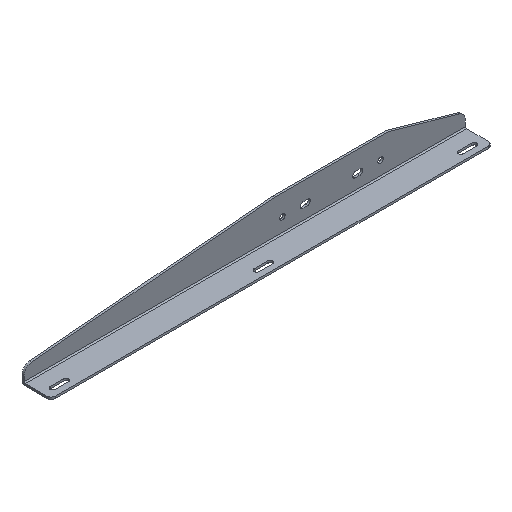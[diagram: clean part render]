
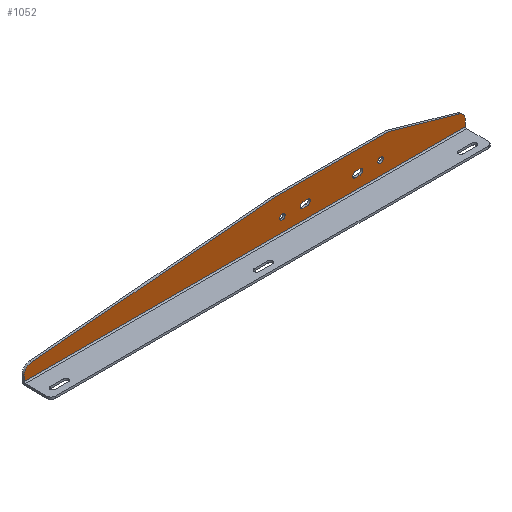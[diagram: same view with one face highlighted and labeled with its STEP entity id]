
A CAD part, isometric view. The second image highlights one B-rep face of the part: STEP entity #1052.
In plain terms, the highlighted planar face has unit normal (0, -1, 0).
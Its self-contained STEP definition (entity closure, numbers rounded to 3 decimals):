
#22=DIRECTION('',(0.,0.,-1.));
#23=VECTOR('',#22,5.532);
#24=CARTESIAN_POINT('',(-369.2,0.,-35.468));
#25=LINE('',#24,#23);
#244=DIRECTION('',(0.,0.,-1.));
#245=VECTOR('',#244,7.147);
#246=CARTESIAN_POINT('',(160.8,0.,-33.853));
#247=LINE('',#246,#245);
#265=DIRECTION('',(1.,0.,0.));
#266=VECTOR('',#265,530.);
#267=CARTESIAN_POINT('',(-369.2,0.,-41.));
#268=LINE('',#267,#266);
#269=CARTESIAN_POINT('',(59.,0.,-25.));
#270=DIRECTION('',(0.,-1.,0.));
#271=DIRECTION('',(1.,0.,0.));
#272=AXIS2_PLACEMENT_3D('',#269,#270,#271);
#274=CARTESIAN_POINT('',(59.,0.,-25.));
#275=DIRECTION('',(0.,-1.,0.));
#276=DIRECTION('',(-1.,0.,0.));
#277=AXIS2_PLACEMENT_3D('',#274,#275,#276);
#279=CARTESIAN_POINT('',(-59.,0.,-25.));
#280=DIRECTION('',(0.,-1.,0.));
#281=DIRECTION('',(1.,0.,0.));
#282=AXIS2_PLACEMENT_3D('',#279,#280,#281);
#284=CARTESIAN_POINT('',(-59.,0.,-25.));
#285=DIRECTION('',(0.,-1.,0.));
#286=DIRECTION('',(-1.,0.,0.));
#287=AXIS2_PLACEMENT_3D('',#284,#285,#286);
#289=CARTESIAN_POINT('',(-34.25,0.,-25.));
#290=DIRECTION('',(0.,-1.,0.));
#291=DIRECTION('',(0.,0.,1.));
#292=AXIS2_PLACEMENT_3D('',#289,#290,#291);
#294=DIRECTION('',(1.,0.,0.));
#295=VECTOR('',#294,5.5);
#296=CARTESIAN_POINT('',(-34.25,0.,-28.25));
#297=LINE('',#296,#295);
#298=CARTESIAN_POINT('',(-28.75,0.,-25.));
#299=DIRECTION('',(0.,-1.,0.));
#300=DIRECTION('',(0.,0.,-1.));
#301=AXIS2_PLACEMENT_3D('',#298,#299,#300);
#303=DIRECTION('',(-1.,0.,0.));
#304=VECTOR('',#303,5.5);
#305=CARTESIAN_POINT('',(-28.75,0.,-21.75));
#306=LINE('',#305,#304);
#307=CARTESIAN_POINT('',(28.75,0.,-25.));
#308=DIRECTION('',(0.,-1.,0.));
#309=DIRECTION('',(0.,0.,1.));
#310=AXIS2_PLACEMENT_3D('',#307,#308,#309);
#312=DIRECTION('',(1.,0.,0.));
#313=VECTOR('',#312,5.5);
#314=CARTESIAN_POINT('',(28.75,0.,-28.25));
#315=LINE('',#314,#313);
#316=CARTESIAN_POINT('',(34.25,0.,-25.));
#317=DIRECTION('',(0.,-1.,0.));
#318=DIRECTION('',(0.,0.,-1.));
#319=AXIS2_PLACEMENT_3D('',#316,#317,#318);
#321=DIRECTION('',(-1.,0.,0.));
#322=VECTOR('',#321,5.5);
#323=CARTESIAN_POINT('',(34.25,0.,-21.75));
#324=LINE('',#323,#322);
#325=CARTESIAN_POINT('',(-359.2,0.,-35.468));
#326=DIRECTION('',(0.,-1.,0.));
#327=DIRECTION('',(-0.087,0.,0.996));
#328=AXIS2_PLACEMENT_3D('',#325,#326,#327);
#330=DIRECTION('',(0.996,0.,0.087));
#331=VECTOR('',#330,292.644);
#332=CARTESIAN_POINT('',(-360.072,0.,-25.506));
#333=LINE('',#332,#331);
#334=DIRECTION('',(1.,0.,0.));
#335=VECTOR('',#334,137.);
#336=CARTESIAN_POINT('',(-68.542,0.,0.));
#337=LINE('',#336,#335);
#338=DIRECTION('',(0.962,0.,-0.274));
#339=VECTOR('',#338,88.466);
#340=CARTESIAN_POINT('',(68.458,0.,0.));
#341=LINE('',#340,#339);
#342=CARTESIAN_POINT('',(150.8,0.,-33.853));
#343=DIRECTION('',(0.,-1.,0.));
#344=DIRECTION('',(1.,0.,0.));
#345=AXIS2_PLACEMENT_3D('',#342,#343,#344);
#501=CARTESIAN_POINT('',(-369.2,0.,-41.));
#503=VERTEX_POINT('',#501);
#509=CARTESIAN_POINT('',(160.8,0.,-41.));
#511=VERTEX_POINT('',#509);
#514=CARTESIAN_POINT('',(-68.542,0.,0.));
#516=VERTEX_POINT('',#514);
#518=CARTESIAN_POINT('',(68.458,0.,0.));
#520=VERTEX_POINT('',#518);
#529=CARTESIAN_POINT('',(62.25,0.,-25.));
#530=CARTESIAN_POINT('',(55.75,0.,-25.));
#531=VERTEX_POINT('',#529);
#532=VERTEX_POINT('',#530);
#533=CARTESIAN_POINT('',(-55.75,0.,-25.));
#534=CARTESIAN_POINT('',(-62.25,0.,-25.));
#535=VERTEX_POINT('',#533);
#536=VERTEX_POINT('',#534);
#557=CARTESIAN_POINT('',(-360.072,0.,-25.506));
#558=VERTEX_POINT('',#557);
#559=CARTESIAN_POINT('',(-369.2,0.,-35.468));
#560=VERTEX_POINT('',#559);
#561=CARTESIAN_POINT('',(160.8,0.,-33.853));
#562=CARTESIAN_POINT('',(153.54,0.,-24.236));
#563=VERTEX_POINT('',#561);
#564=VERTEX_POINT('',#562);
#585=CARTESIAN_POINT('',(-34.25,0.,-21.75));
#586=CARTESIAN_POINT('',(-34.25,0.,-28.25));
#587=VERTEX_POINT('',#585);
#588=VERTEX_POINT('',#586);
#589=CARTESIAN_POINT('',(-28.75,0.,-28.25));
#590=VERTEX_POINT('',#589);
#591=CARTESIAN_POINT('',(-28.75,0.,-21.75));
#592=VERTEX_POINT('',#591);
#593=CARTESIAN_POINT('',(28.75,0.,-21.75));
#594=CARTESIAN_POINT('',(28.75,0.,-28.25));
#595=VERTEX_POINT('',#593);
#596=VERTEX_POINT('',#594);
#597=CARTESIAN_POINT('',(34.25,0.,-28.25));
#598=VERTEX_POINT('',#597);
#599=CARTESIAN_POINT('',(34.25,0.,-21.75));
#600=VERTEX_POINT('',#599);
#1000=CARTESIAN_POINT('',(-369.2,0.,0.));
#1001=DIRECTION('',(0.,-1.,0.));
#1002=DIRECTION('',(0.,0.,-1.));
#1003=AXIS2_PLACEMENT_3D('',#1000,#1001,#1002);
#1004=PLANE('',#1003);
#1006=ORIENTED_EDGE('',*,*,#1005,.F.);
#1008=ORIENTED_EDGE('',*,*,#1007,.T.);
#1010=ORIENTED_EDGE('',*,*,#1009,.T.);
#1012=ORIENTED_EDGE('',*,*,#1011,.T.);
#1014=ORIENTED_EDGE('',*,*,#1013,.F.);
#1015=ORIENTED_EDGE('',*,*,#975,.T.);
#1016=ORIENTED_EDGE('',*,*,#993,.F.);
#1017=ORIENTED_EDGE('',*,*,#664,.F.);
#1018=EDGE_LOOP('',(#1006,#1008,#1010,#1012,#1014,#1015,#1016,#1017));
#1019=FACE_OUTER_BOUND('',#1018,.F.);
#1021=ORIENTED_EDGE('',*,*,#1020,.T.);
#1023=ORIENTED_EDGE('',*,*,#1022,.T.);
#1024=EDGE_LOOP('',(#1021,#1023));
#1025=FACE_BOUND('',#1024,.F.);
#1027=ORIENTED_EDGE('',*,*,#1026,.T.);
#1029=ORIENTED_EDGE('',*,*,#1028,.T.);
#1031=ORIENTED_EDGE('',*,*,#1030,.T.);
#1033=ORIENTED_EDGE('',*,*,#1032,.T.);
#1034=EDGE_LOOP('',(#1027,#1029,#1031,#1033));
#1035=FACE_BOUND('',#1034,.F.);
#1037=ORIENTED_EDGE('',*,*,#1036,.T.);
#1039=ORIENTED_EDGE('',*,*,#1038,.T.);
#1041=ORIENTED_EDGE('',*,*,#1040,.T.);
#1043=ORIENTED_EDGE('',*,*,#1042,.T.);
#1044=EDGE_LOOP('',(#1037,#1039,#1041,#1043));
#1045=FACE_BOUND('',#1044,.F.);
#1047=ORIENTED_EDGE('',*,*,#1046,.T.);
#1049=ORIENTED_EDGE('',*,*,#1048,.T.);
#1050=EDGE_LOOP('',(#1047,#1049));
#1051=FACE_BOUND('',#1050,.F.);
#1052=ADVANCED_FACE('',(#1019,#1025,#1035,#1045,#1051),#1004,.T.);
#273=CIRCLE('',#272,3.25);
#278=CIRCLE('',#277,3.25);
#283=CIRCLE('',#282,3.25);
#288=CIRCLE('',#287,3.25);
#293=CIRCLE('',#292,3.25);
#302=CIRCLE('',#301,3.25);
#311=CIRCLE('',#310,3.25);
#320=CIRCLE('',#319,3.25);
#329=CIRCLE('',#328,10.);
#346=CIRCLE('',#345,10.);
#664=EDGE_CURVE('',#560,#503,#25,.T.);
#975=EDGE_CURVE('',#563,#511,#247,.T.);
#993=EDGE_CURVE('',#503,#511,#268,.T.);
#1005=EDGE_CURVE('',#558,#560,#329,.T.);
#1007=EDGE_CURVE('',#558,#516,#333,.T.);
#1009=EDGE_CURVE('',#516,#520,#337,.T.);
#1011=EDGE_CURVE('',#520,#564,#341,.T.);
#1013=EDGE_CURVE('',#563,#564,#346,.T.);
#1020=EDGE_CURVE('',#535,#536,#283,.T.);
#1022=EDGE_CURVE('',#536,#535,#288,.T.);
#1026=EDGE_CURVE('',#587,#588,#293,.T.);
#1028=EDGE_CURVE('',#588,#590,#297,.T.);
#1030=EDGE_CURVE('',#590,#592,#302,.T.);
#1032=EDGE_CURVE('',#592,#587,#306,.T.);
#1036=EDGE_CURVE('',#595,#596,#311,.T.);
#1038=EDGE_CURVE('',#596,#598,#315,.T.);
#1040=EDGE_CURVE('',#598,#600,#320,.T.);
#1042=EDGE_CURVE('',#600,#595,#324,.T.);
#1046=EDGE_CURVE('',#531,#532,#273,.T.);
#1048=EDGE_CURVE('',#532,#531,#278,.T.);
